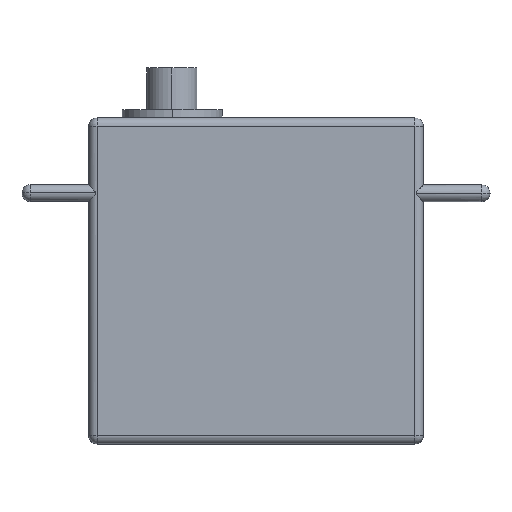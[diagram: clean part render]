
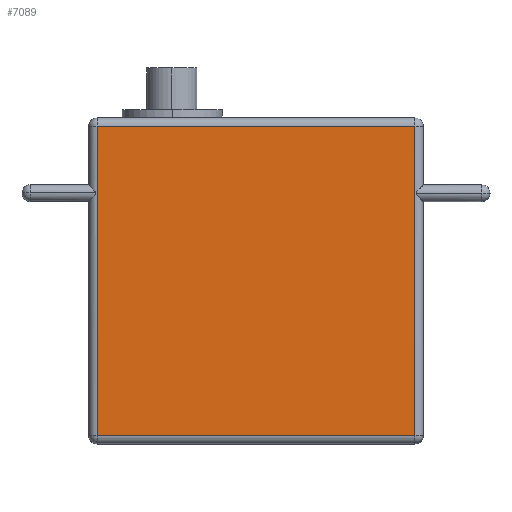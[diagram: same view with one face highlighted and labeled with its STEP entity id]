
A CAD part, top view. The second image highlights one B-rep face of the part: STEP entity #7089.
In plain terms, the highlighted planar face has unit normal (0, 0, 1).
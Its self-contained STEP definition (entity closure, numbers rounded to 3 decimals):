
#304 = VERTEX_POINT ( 'NONE', #9049 ) ;
#522 = EDGE_LOOP ( 'NONE', ( #7159, #1639, #3988, #7385 ) ) ;
#545 = CARTESIAN_POINT ( 'NONE',  ( 4.221, -11.658, 20. ) ) ;
#863 = VECTOR ( 'NONE', #4499, 1000. ) ;
#1124 = VECTOR ( 'NONE', #5140, 1000. ) ;
#1283 = DIRECTION ( 'NONE',  ( 1., 0., 0. ) ) ;
#1639 = ORIENTED_EDGE ( 'NONE', *, *, #7936, .T. ) ;
#1883 = VECTOR ( 'NONE', #4087, 1000. ) ;
#2035 = EDGE_CURVE ( 'NONE', #6270, #304, #6255, .T. ) ;
#2836 = CARTESIAN_POINT ( 'NONE',  ( -34.779, 25.342, 20. ) ) ;
#3988 = ORIENTED_EDGE ( 'NONE', *, *, #8217, .T. ) ;
#4084 = AXIS2_PLACEMENT_3D ( 'NONE', #7432, #5340, #1283 ) ;
#4087 = DIRECTION ( 'NONE',  ( -1., 0., 0. ) ) ;
#4181 = VERTEX_POINT ( 'NONE', #545 ) ;
#4499 = DIRECTION ( 'NONE',  ( 0., 1., 0. ) ) ;
#4950 = CARTESIAN_POINT ( 'NONE',  ( 4.221, 25.342, 20. ) ) ;
#5060 = CARTESIAN_POINT ( 'NONE',  ( 4.221, 25.342, 20. ) ) ;
#5140 = DIRECTION ( 'NONE',  ( 1., 0., 0. ) ) ;
#5300 = FACE_OUTER_BOUND ( 'NONE', #522, .T. ) ;
#5340 = DIRECTION ( 'NONE',  ( 0., 0., 1. ) ) ;
#5567 = CARTESIAN_POINT ( 'NONE',  ( -33.779, -12.658, 20. ) ) ;
#6006 = VERTEX_POINT ( 'NONE', #4950 ) ;
#6174 = PLANE ( 'NONE',  #4084 ) ;
#6228 = EDGE_CURVE ( 'NONE', #304, #4181, #8665, .T. ) ;
#6255 = LINE ( 'NONE', #5567, #8107 ) ;
#6270 = VERTEX_POINT ( 'NONE', #8846 ) ;
#6335 = LINE ( 'NONE', #2836, #1883 ) ;
#6438 = LINE ( 'NONE', #5060, #863 ) ;
#6614 = CARTESIAN_POINT ( 'NONE',  ( 5.221, -11.658, 20. ) ) ;
#7089 = ADVANCED_FACE ( 'NONE', ( #5300 ), #6174, .T. ) ;
#7159 = ORIENTED_EDGE ( 'NONE', *, *, #6228, .T. ) ;
#7385 = ORIENTED_EDGE ( 'NONE', *, *, #2035, .T. ) ;
#7432 = CARTESIAN_POINT ( 'NONE',  ( 0., 0., 20. ) ) ;
#7936 = EDGE_CURVE ( 'NONE', #4181, #6006, #6438, .T. ) ;
#8107 = VECTOR ( 'NONE', #9100, 1000. ) ;
#8217 = EDGE_CURVE ( 'NONE', #6006, #6270, #6335, .T. ) ;
#8665 = LINE ( 'NONE', #6614, #1124 ) ;
#8846 = CARTESIAN_POINT ( 'NONE',  ( -33.779, 25.342, 20. ) ) ;
#9049 = CARTESIAN_POINT ( 'NONE',  ( -33.779, -11.658, 20. ) ) ;
#9100 = DIRECTION ( 'NONE',  ( 0., -1., 0. ) ) ;
